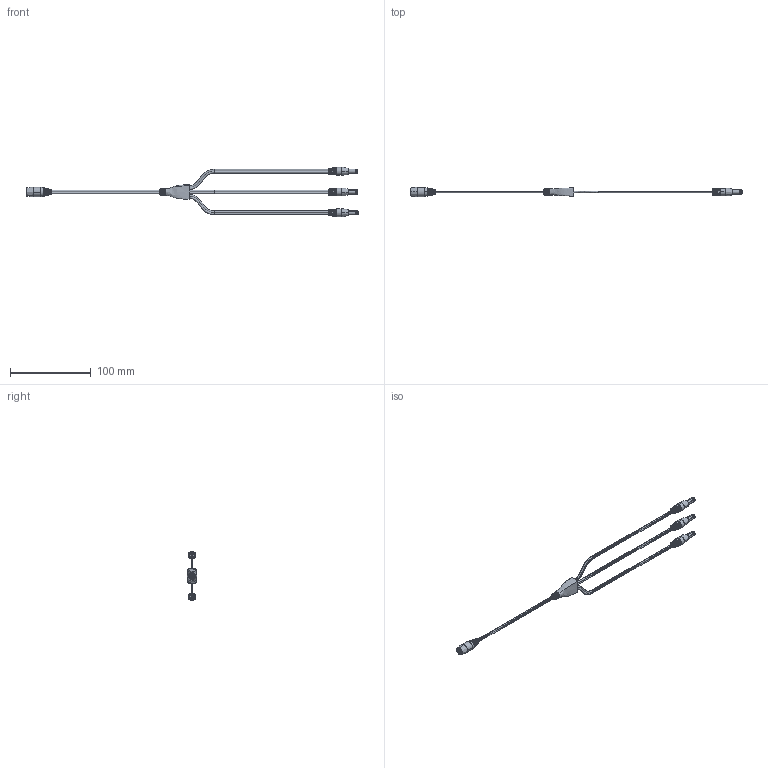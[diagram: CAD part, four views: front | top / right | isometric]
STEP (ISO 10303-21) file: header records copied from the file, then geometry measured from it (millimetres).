
FILE_DESCRIPTION (( 'STEP AP203' ), '1' );
FILE_NAME ('10-02738_revA.STEP', '2018-04-17T17:06:00', ( '' ), ( '' ), 'SwSTEP 2.0', 'SolidWorks 2015', '' );
FILE_SCHEMA (( 'CONFIG_CONTROL_DESIGN' ));
Length unit declared in the file: millimetre
Products named in the file (14): 50-00025 pin; 24-00003; 30-00007_blunt cut; 50-00024 contact; 50-00025 shell; 50-00024 shell; 24-00186_30-00007 w-split; 50-00025; 50-00025 contact; 50-00025 insulator; 24-00004; 50-00024; 10-02738_revA; 50-00024 insulator
Assembly tree (20 placements, depth 3):
  10-02738_revA
    30-00007_blunt cut  x4
    24-00004
    24-00186_30-00007 w-split
    24-00003  x3
    50-00025
      50-00025 insulator
      50-00025 pin
      50-00025 shell
      50-00025 contact
    50-00024  x3
      50-00024 contact
      50-00024 insulator
      50-00024 shell
Bounding box: 410.24 x 11.4 x 60.9 mm (x, y, z)
Volume: 16465.8 mm3; surface area: 71893.9 mm2
Topology: 382 solids, 382 shells, 3531 faces, 7986 edges, 5255 vertices
Faces by surface type: cylinder 1622, plane 1200, bspline 496, torus 116, cone 97
Entity records: 48204 total; most frequent: CARTESIAN_POINT 18366, ORIENTED_EDGE 6000, DIRECTION 5501, EDGE_CURVE 3000, AXIS2_PLACEMENT_3D 2304, VERTEX_POINT 1957, EDGE_LOOP 1477, CIRCLE 1276
